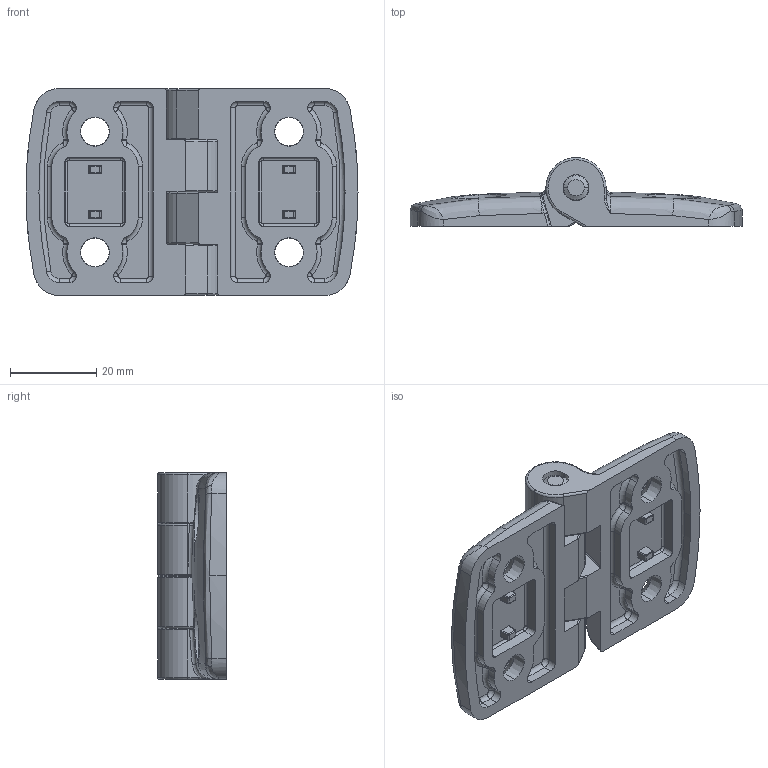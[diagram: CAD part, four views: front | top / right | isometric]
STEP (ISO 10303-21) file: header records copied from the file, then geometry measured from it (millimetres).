
FILE_DESCRIPTION (( 'STEP AP203' ), '1' );
FILE_NAME ('095A4040FS20.STEP', '2020-07-08T07:02:23', ( '' ), ( '' ), 'SwSTEP 2.0', 'SolidWorks 2019', '' );
FILE_SCHEMA (( 'CONFIG_CONTROL_DESIGN' ));
Length unit declared in the file: millimetre
Products named in the file (4): 095a40f_095A40FS20; 340me383_Standard; 095A4040FS20; 095K.02E_095A.02E
Assembly tree (7 placements, depth 2):
  095A4040FS20
    095K.02E_095A.02E
    340me383_Standard  x4
    095a40f_095A40FS20  x2
Bounding box: 77 x 15.9 x 48 mm (x, y, z)
Volume: 22466.7 mm3; surface area: 15910.5 mm2
Topology: 7 solids, 7 shells, 717 faces, 1784 edges, 1077 vertices
Faces by surface type: plane 244, cylinder 233, torus 102, cone 76, bspline 62
Entity records: 14888 total; most frequent: CARTESIAN_POINT 4094, DIRECTION 2189, ORIENTED_EDGE 2184, EDGE_CURVE 1092, AXIS2_PLACEMENT_3D 860, VERTEX_POINT 665, LINE 469, VECTOR 469
